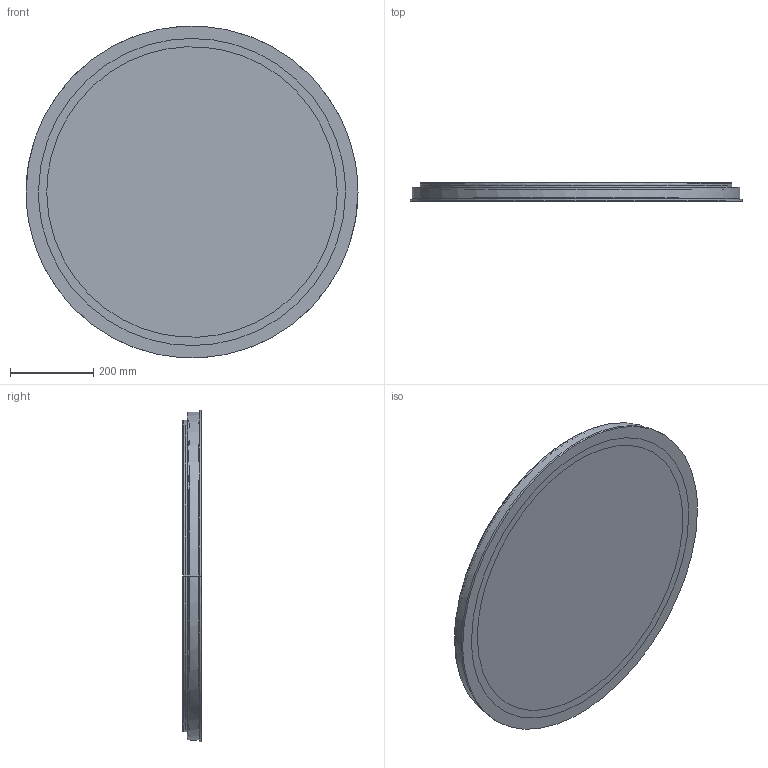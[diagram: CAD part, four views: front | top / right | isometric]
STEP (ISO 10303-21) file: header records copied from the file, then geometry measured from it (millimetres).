
FILE_DESCRIPTION(/* description */ (''),/* implementation_level */ '2;1');
FILE_NAME(/* name */ 'STEP - REC 0080 715 G_31310',/* time_stamp */ '2025-06-13T09:28:30+10:00',/* author */ (''),/* organization */ (''),/* preprocessor_version */ 'ST-DEVELOPER v16.5',/* originating_system */ 'Rhino 7.37',/* authorisation */ '');
FILE_SCHEMA (('AUTOMOTIVE_DESIGN'));
Length unit declared in the file: millimetre
Products named in the file (1): Document
Bounding box: 800 x 44.02 x 798.41 mm (x, y, z)
Volume: 5739754.3 mm3; surface area: 2251821.5 mm2
Topology: 9 solids, 9 shells, 171 faces, 402 edges, 264 vertices
Faces by surface type: plane 89, cylinder 66, bspline 16
Entity records: 5544 total; most frequent: CARTESIAN_POINT 2773, ORIENTED_EDGE 804, EDGE_CURVE 402, VERTEX_POINT 264, B_SPLINE_CURVE_WITH_KNOTS 236, EDGE_LOOP 190, ADVANCED_FACE 171, FACE_OUTER_BOUND 171
